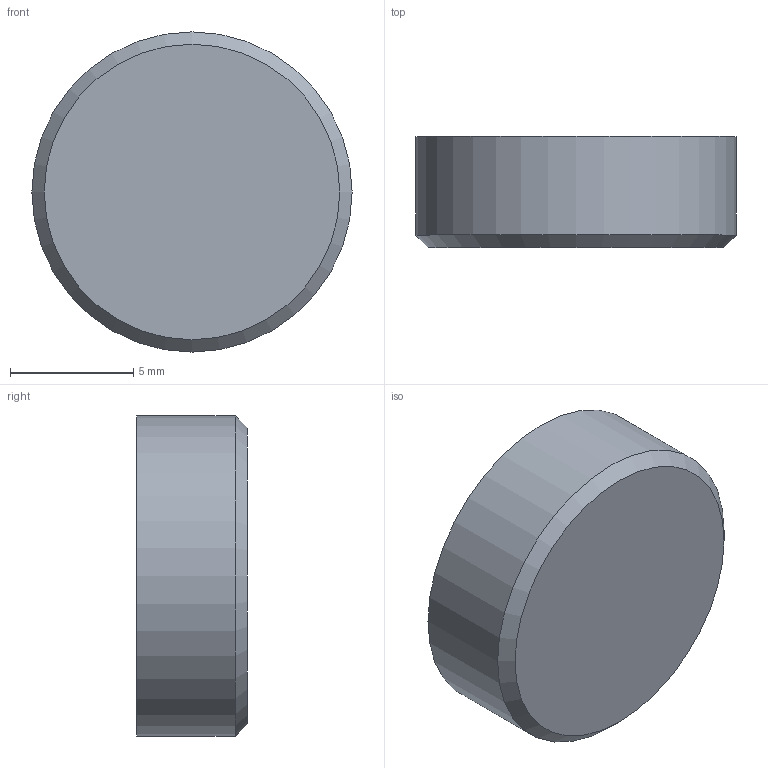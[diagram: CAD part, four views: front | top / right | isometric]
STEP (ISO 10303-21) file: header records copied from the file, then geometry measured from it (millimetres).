
FILE_DESCRIPTION(/* description */ (''),/* implementation_level */ '2;1');
FILE_NAME(/* name */ 'GM16402.stp',/* time_stamp */ '2019-09-24T14:47:01+02:00',/* author */ ('PV'),/* organization */ (''),/* preprocessor_version */ 'ST-DEVELOPER v17.2',/* originating_system */ 'Autodesk Inventor 2019',/* authorisation */ '');
FILE_SCHEMA (('AUTOMOTIVE_DESIGN { 1 0 10303 214 3 1 1 }'));
Length unit declared in the file: millimetre
Products named in the file (4): GM16402; E0120584; E0120585; E0120586
Assembly tree (3 placements, depth 2):
  GM16402
    E0120584
    E0120585
    E0120586
Bounding box: 13 x 4.5 x 13 mm (x, y, z)
Volume: 592 mm3; surface area: 1214.7 mm2
Topology: 3 solids, 3 shells, 15 faces, 38 edges, 29 vertices
Faces by surface type: plane 6, cylinder 5, torus 3, cone 1
Full cylindrical faces by diameter (mm): 11.4 x2, 11.8 x2, 13 x1
Entity records: 661 total; most frequent: DIRECTION 114, CARTESIAN_POINT 89, ORIENTED_EDGE 76, AXIS2_PLACEMENT_3D 54, EDGE_CURVE 38, CIRCLE 32, VERTEX_POINT 29, EDGE_LOOP 17
